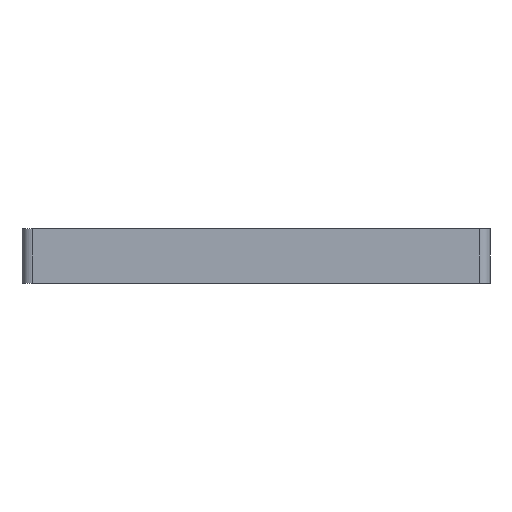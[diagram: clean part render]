
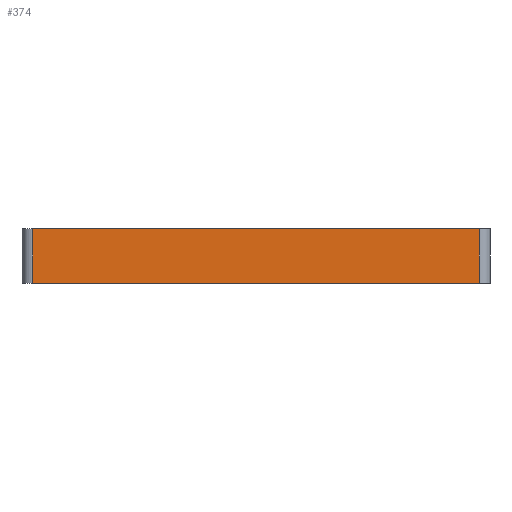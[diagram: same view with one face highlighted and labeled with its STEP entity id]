
A CAD part, left-side view. The second image highlights one B-rep face of the part: STEP entity #374.
In plain terms, the highlighted planar face has unit normal (-1, 0, 0).
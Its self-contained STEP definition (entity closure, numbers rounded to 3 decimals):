
#145 = LINE ( 'NONE', #567, #894 ) ;
#192 = CARTESIAN_POINT ( 'NONE',  ( -33.475, 69.174, 0. ) ) ;
#296 = DIRECTION ( 'NONE',  ( 0., -1., 0. ) ) ;
#315 = VECTOR ( 'NONE', #1201, 1000. ) ;
#318 = CARTESIAN_POINT ( 'NONE',  ( -33.475, 46.59, 0. ) ) ;
#332 = EDGE_CURVE ( 'NONE', #939, #480, #145, .T. ) ;
#364 = CARTESIAN_POINT ( 'NONE',  ( -33.475, -12.442, 0. ) ) ;
#374 = ADVANCED_FACE ( 'NONE', ( #1415 ), #1000, .T. ) ;
#388 = LINE ( 'NONE', #364, #315 ) ;
#480 = VERTEX_POINT ( 'NONE', #192 ) ;
#504 = ORIENTED_EDGE ( 'NONE', *, *, #1739, .F. ) ;
#506 = CARTESIAN_POINT ( 'NONE',  ( -33.475, 69.174, 10. ) ) ;
#522 = ORIENTED_EDGE ( 'NONE', *, *, #969, .T. ) ;
#567 = CARTESIAN_POINT ( 'NONE',  ( -33.475, 69.174, 0. ) ) ;
#617 = EDGE_CURVE ( 'NONE', #480, #1514, #1503, .T. ) ;
#768 = LINE ( 'NONE', #1019, #1192 ) ;
#869 = DIRECTION ( 'NONE',  ( 0., 0., -1. ) ) ;
#894 = VECTOR ( 'NONE', #869, 1000. ) ;
#939 = VERTEX_POINT ( 'NONE', #506 ) ;
#945 = CARTESIAN_POINT ( 'NONE',  ( -33.475, 46.59, 0. ) ) ;
#969 = EDGE_CURVE ( 'NONE', #1514, #1133, #388, .T. ) ;
#1000 = PLANE ( 'NONE',  #1298 ) ;
#1019 = CARTESIAN_POINT ( 'NONE',  ( -33.475, 46.59, 10. ) ) ;
#1088 = VECTOR ( 'NONE', #1247, 1000. ) ;
#1132 = CARTESIAN_POINT ( 'NONE',  ( -33.475, -12.442, 10. ) ) ;
#1133 = VERTEX_POINT ( 'NONE', #1132 ) ;
#1192 = VECTOR ( 'NONE', #1451, 1000. ) ;
#1201 = DIRECTION ( 'NONE',  ( 0., 0., 1. ) ) ;
#1237 = ORIENTED_EDGE ( 'NONE', *, *, #617, .T. ) ;
#1247 = DIRECTION ( 'NONE',  ( 0., -1., 0. ) ) ;
#1260 = DIRECTION ( 'NONE',  ( -1., 0., 0. ) ) ;
#1298 = AXIS2_PLACEMENT_3D ( 'NONE', #318, #1260, #296 ) ;
#1415 = FACE_OUTER_BOUND ( 'NONE', #1709, .T. ) ;
#1435 = ORIENTED_EDGE ( 'NONE', *, *, #332, .T. ) ;
#1451 = DIRECTION ( 'NONE',  ( 0., -1., 0. ) ) ;
#1503 = LINE ( 'NONE', #945, #1088 ) ;
#1514 = VERTEX_POINT ( 'NONE', #1764 ) ;
#1709 = EDGE_LOOP ( 'NONE', ( #504, #1435, #1237, #522 ) ) ;
#1739 = EDGE_CURVE ( 'NONE', #939, #1133, #768, .T. ) ;
#1764 = CARTESIAN_POINT ( 'NONE',  ( -33.475, -12.442, 0. ) ) ;
